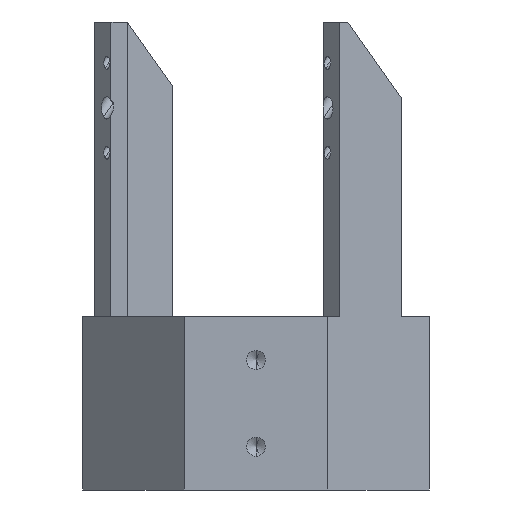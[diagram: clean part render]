
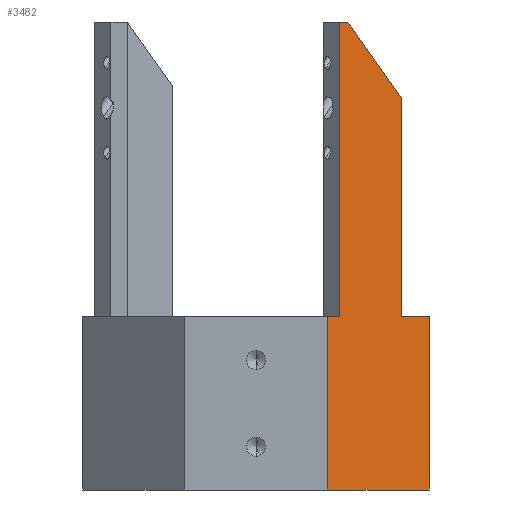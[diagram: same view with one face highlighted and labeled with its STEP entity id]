
A CAD part, left-side view. The second image highlights one B-rep face of the part: STEP entity #3482.
In plain terms, the highlighted planar face has unit normal (-0.707, -0.707, 0).
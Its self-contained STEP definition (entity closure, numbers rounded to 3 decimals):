
#179 = EDGE_CURVE ( 'NONE', #405, #1966, #423, .T. ) ;
#211 = LINE ( 'NONE', #1480, #1720 ) ;
#329 = VECTOR ( 'NONE', #1696, 1000. ) ;
#405 = VERTEX_POINT ( 'NONE', #2447 ) ;
#410 = LINE ( 'NONE', #751, #3365 ) ;
#423 = LINE ( 'NONE', #1707, #1519 ) ;
#425 = LINE ( 'NONE', #3601, #1460 ) ;
#426 = DIRECTION ( 'NONE',  ( 0.707, -0.707, 0. ) ) ;
#453 = ORIENTED_EDGE ( 'NONE', *, *, #3976, .T. ) ;
#660 = DIRECTION ( 'NONE',  ( 0.707, 0.707, 0. ) ) ;
#679 = LINE ( 'NONE', #1373, #1810 ) ;
#747 = ORIENTED_EDGE ( 'NONE', *, *, #179, .F. ) ;
#751 = CARTESIAN_POINT ( 'NONE',  ( -27.931, -14.496, 83. ) ) ;
#753 = CARTESIAN_POINT ( 'NONE',  ( -27.931, -14.496, 81. ) ) ;
#879 = ORIENTED_EDGE ( 'NONE', *, *, #945, .T. ) ;
#945 = EDGE_CURVE ( 'NONE', #3195, #3844, #2809, .T. ) ;
#965 = DIRECTION ( 'NONE',  ( -0.707, 0.707, 0. ) ) ;
#1065 = DIRECTION ( 'NONE',  ( 0.707, -0.707, 0. ) ) ;
#1083 = ORIENTED_EDGE ( 'NONE', *, *, #3251, .T. ) ;
#1127 = CARTESIAN_POINT ( 'NONE',  ( -30., -12.426, 30. ) ) ;
#1138 = DIRECTION ( 'NONE',  ( 0., 0., -1. ) ) ;
#1267 = ORIENTED_EDGE ( 'NONE', *, *, #1961, .T. ) ;
#1271 = VERTEX_POINT ( 'NONE', #3250 ) ;
#1373 = CARTESIAN_POINT ( 'NONE',  ( -12.426, -30., 30. ) ) ;
#1399 = CARTESIAN_POINT ( 'NONE',  ( -10.227, -32.199, 57.963 ) ) ;
#1460 = VECTOR ( 'NONE', #3617, 1000. ) ;
#1480 = CARTESIAN_POINT ( 'NONE',  ( -30., -12.426, 81. ) ) ;
#1519 = VECTOR ( 'NONE', #1138, 1000. ) ;
#1560 = FACE_OUTER_BOUND ( 'NONE', #3272, .T. ) ;
#1657 = ORIENTED_EDGE ( 'NONE', *, *, #1842, .F. ) ;
#1689 = DIRECTION ( 'NONE',  ( 0., 0., -1. ) ) ;
#1696 = DIRECTION ( 'NONE',  ( -0.5, 0.5, 0.707 ) ) ;
#1706 = LINE ( 'NONE', #3972, #4102 ) ;
#1707 = CARTESIAN_POINT ( 'NONE',  ( -17.324, -25.102, 83. ) ) ;
#1720 = VECTOR ( 'NONE', #4069, 1000. ) ;
#1785 = ORIENTED_EDGE ( 'NONE', *, *, #3539, .F. ) ;
#1810 = VECTOR ( 'NONE', #2683, 1000. ) ;
#1811 = EDGE_CURVE ( 'NONE', #3743, #3986, #679, .T. ) ;
#1842 = EDGE_CURVE ( 'NONE', #3195, #1271, #425, .T. ) ;
#1892 = VERTEX_POINT ( 'NONE', #753 ) ;
#1961 = EDGE_CURVE ( 'NONE', #405, #3368, #2404, .T. ) ;
#1966 = VERTEX_POINT ( 'NONE', #3680 ) ;
#2014 = LINE ( 'NONE', #2989, #3825 ) ;
#2050 = CARTESIAN_POINT ( 'NONE',  ( -12.426, -30., 0. ) ) ;
#2211 = ORIENTED_EDGE ( 'NONE', *, *, #1811, .F. ) ;
#2372 = CARTESIAN_POINT ( 'NONE',  ( -30., -12.426, 0. ) ) ;
#2404 = LINE ( 'NONE', #1399, #329 ) ;
#2447 = CARTESIAN_POINT ( 'NONE',  ( -17.324, -25.102, 68. ) ) ;
#2536 = AXIS2_PLACEMENT_3D ( 'NONE', #2555, #660, #965 ) ;
#2555 = CARTESIAN_POINT ( 'NONE',  ( -30., -12.426, 30. ) ) ;
#2596 = PLANE ( 'NONE',  #2536 ) ;
#2683 = DIRECTION ( 'NONE',  ( 0., 0., -1. ) ) ;
#2809 = LINE ( 'NONE', #3848, #3524 ) ;
#2989 = CARTESIAN_POINT ( 'NONE',  ( -30., -12.426, 30. ) ) ;
#3195 = VERTEX_POINT ( 'NONE', #1127 ) ;
#3250 = CARTESIAN_POINT ( 'NONE',  ( -27.931, -14.496, 30. ) ) ;
#3251 = EDGE_CURVE ( 'NONE', #3368, #1892, #211, .T. ) ;
#3272 = EDGE_LOOP ( 'NONE', ( #1267, #1083, #453, #1657, #879, #3395, #2211, #1785, #747 ) ) ;
#3365 = VECTOR ( 'NONE', #1689, 1000. ) ;
#3368 = VERTEX_POINT ( 'NONE', #3587 ) ;
#3395 = ORIENTED_EDGE ( 'NONE', *, *, #3964, .T. ) ;
#3482 = ADVANCED_FACE ( 'NONE', ( #1560 ), #2596, .F. ) ;
#3524 = VECTOR ( 'NONE', #3554, 1000. ) ;
#3539 = EDGE_CURVE ( 'NONE', #1966, #3743, #2014, .T. ) ;
#3554 = DIRECTION ( 'NONE',  ( 0., 0., -1. ) ) ;
#3587 = CARTESIAN_POINT ( 'NONE',  ( -26.517, -15.91, 81. ) ) ;
#3601 = CARTESIAN_POINT ( 'NONE',  ( -30., -12.426, 30. ) ) ;
#3617 = DIRECTION ( 'NONE',  ( 0.707, -0.707, 0. ) ) ;
#3680 = CARTESIAN_POINT ( 'NONE',  ( -17.324, -25.102, 30. ) ) ;
#3743 = VERTEX_POINT ( 'NONE', #3826 ) ;
#3825 = VECTOR ( 'NONE', #426, 1000. ) ;
#3826 = CARTESIAN_POINT ( 'NONE',  ( -12.426, -30., 30. ) ) ;
#3844 = VERTEX_POINT ( 'NONE', #2372 ) ;
#3848 = CARTESIAN_POINT ( 'NONE',  ( -30., -12.426, 30. ) ) ;
#3964 = EDGE_CURVE ( 'NONE', #3844, #3986, #1706, .T. ) ;
#3972 = CARTESIAN_POINT ( 'NONE',  ( -30., -12.426, 0. ) ) ;
#3976 = EDGE_CURVE ( 'NONE', #1892, #1271, #410, .T. ) ;
#3986 = VERTEX_POINT ( 'NONE', #2050 ) ;
#4069 = DIRECTION ( 'NONE',  ( -0.707, 0.707, 0. ) ) ;
#4102 = VECTOR ( 'NONE', #1065, 1000. ) ;
